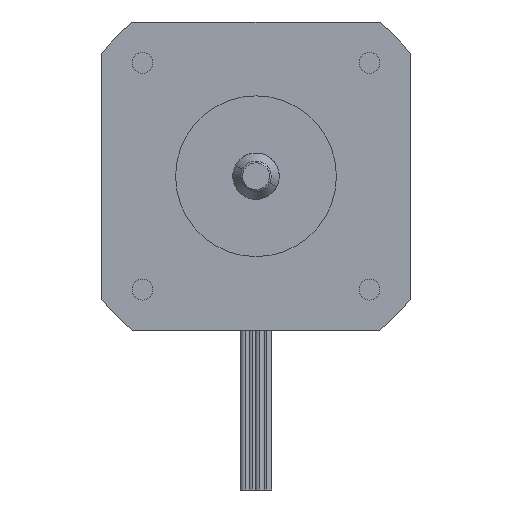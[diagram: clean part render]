
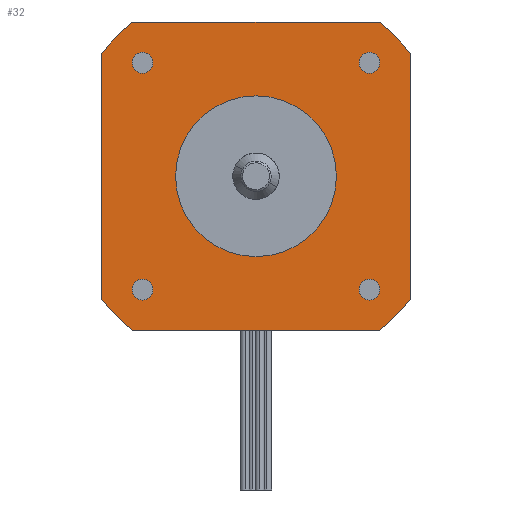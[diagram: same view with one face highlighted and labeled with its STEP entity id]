
A CAD part, front view. The second image highlights one B-rep face of the part: STEP entity #32.
In plain terms, the highlighted planar face has unit normal (0, -1, 0).
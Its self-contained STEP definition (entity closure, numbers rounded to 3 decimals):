
#18=FACE_BOUND('',#149,.T.);
#19=FACE_BOUND('',#150,.T.);
#20=FACE_BOUND('',#151,.T.);
#21=FACE_BOUND('',#152,.T.);
#22=FACE_BOUND('',#153,.T.);
#32=ADVANCED_FACE('',(#88,#18,#19,#20,#21,#22),#840,.T.);
#88=FACE_OUTER_BOUND('',#148,.T.);
#148=EDGE_LOOP('',(#237,#238,#239,#240,#241,#242,#243,#244));
#149=EDGE_LOOP('',(#245,#246));
#150=EDGE_LOOP('',(#247,#248));
#151=EDGE_LOOP('',(#249,#250));
#152=EDGE_LOOP('',(#251,#252));
#153=EDGE_LOOP('',(#253,#254));
#237=ORIENTED_EDGE('',*,*,#477,.F.);
#238=ORIENTED_EDGE('',*,*,#478,.T.);
#239=ORIENTED_EDGE('',*,*,#479,.F.);
#240=ORIENTED_EDGE('',*,*,#480,.T.);
#241=ORIENTED_EDGE('',*,*,#481,.F.);
#242=ORIENTED_EDGE('',*,*,#482,.T.);
#243=ORIENTED_EDGE('',*,*,#483,.F.);
#244=ORIENTED_EDGE('',*,*,#484,.T.);
#245=ORIENTED_EDGE('',*,*,#485,.F.);
#246=ORIENTED_EDGE('',*,*,#486,.F.);
#247=ORIENTED_EDGE('',*,*,#487,.F.);
#248=ORIENTED_EDGE('',*,*,#488,.F.);
#249=ORIENTED_EDGE('',*,*,#489,.F.);
#250=ORIENTED_EDGE('',*,*,#490,.F.);
#251=ORIENTED_EDGE('',*,*,#491,.F.);
#252=ORIENTED_EDGE('',*,*,#492,.F.);
#253=ORIENTED_EDGE('',*,*,#493,.F.);
#254=ORIENTED_EDGE('',*,*,#494,.F.);
#477=EDGE_CURVE('',#781,#782,#587,.T.);
#478=EDGE_CURVE('',#781,#783,#712,.T.);
#479=EDGE_CURVE('',#784,#783,#588,.T.);
#480=EDGE_CURVE('',#784,#785,#713,.T.);
#481=EDGE_CURVE('',#786,#785,#589,.T.);
#482=EDGE_CURVE('',#786,#787,#714,.T.);
#483=EDGE_CURVE('',#788,#787,#590,.T.);
#484=EDGE_CURVE('',#788,#782,#715,.T.);
#485=EDGE_CURVE('',#789,#790,#591,.T.);
#486=EDGE_CURVE('',#790,#789,#592,.T.);
#487=EDGE_CURVE('',#791,#792,#593,.T.);
#488=EDGE_CURVE('',#792,#791,#594,.T.);
#489=EDGE_CURVE('',#793,#794,#595,.T.);
#490=EDGE_CURVE('',#794,#793,#596,.T.);
#491=EDGE_CURVE('',#795,#796,#597,.T.);
#492=EDGE_CURVE('',#796,#795,#598,.T.);
#493=EDGE_CURVE('',#797,#798,#599,.T.);
#494=EDGE_CURVE('',#798,#797,#600,.T.);
#587=TRIMMED_CURVE($,#651,(#1540),(#1541),.T.,.CARTESIAN.);
#588=TRIMMED_CURVE($,#652,(#1545),(#1546),.T.,.CARTESIAN.);
#589=TRIMMED_CURVE($,#653,(#1550),(#1551),.T.,.CARTESIAN.);
#590=TRIMMED_CURVE($,#654,(#1555),(#1556),.T.,.CARTESIAN.);
#591=TRIMMED_CURVE($,#655,(#1560),(#1561),.T.,.CARTESIAN.);
#592=TRIMMED_CURVE($,#656,(#1563),(#1564),.T.,.CARTESIAN.);
#593=TRIMMED_CURVE($,#657,(#1566),(#1567),.T.,.CARTESIAN.);
#594=TRIMMED_CURVE($,#658,(#1569),(#1570),.T.,.CARTESIAN.);
#595=TRIMMED_CURVE($,#659,(#1572),(#1573),.T.,.CARTESIAN.);
#596=TRIMMED_CURVE($,#660,(#1575),(#1576),.T.,.CARTESIAN.);
#597=TRIMMED_CURVE($,#661,(#1578),(#1579),.T.,.CARTESIAN.);
#598=TRIMMED_CURVE($,#662,(#1581),(#1582),.T.,.CARTESIAN.);
#599=TRIMMED_CURVE($,#663,(#1584),(#1585),.T.,.CARTESIAN.);
#600=TRIMMED_CURVE($,#664,(#1587),(#1588),.T.,.CARTESIAN.);
#651=CIRCLE('',#1047,26.835);
#652=CIRCLE('',#1048,26.835);
#653=CIRCLE('',#1049,26.835);
#654=CIRCLE('',#1050,26.835);
#655=CIRCLE('',#1051,1.422);
#656=CIRCLE('',#1052,1.422);
#657=CIRCLE('',#1053,1.422);
#658=CIRCLE('',#1054,1.422);
#659=CIRCLE('',#1055,1.422);
#660=CIRCLE('',#1056,1.422);
#661=CIRCLE('',#1057,1.422);
#662=CIRCLE('',#1058,1.422);
#663=CIRCLE('',#1059,10.998);
#664=CIRCLE('',#1060,10.998);
#712=B_SPLINE_CURVE_WITH_KNOTS('',1,(#1542,#1543),.UNSPECIFIED.,.F.,.F.,
(2,2),(0.,33.677),.UNSPECIFIED.);
#713=B_SPLINE_CURVE_WITH_KNOTS('',1,(#1547,#1548),.UNSPECIFIED.,.F.,.F.,
(2,2),(0.,33.677),.UNSPECIFIED.);
#714=B_SPLINE_CURVE_WITH_KNOTS('',1,(#1552,#1553),.UNSPECIFIED.,.F.,.F.,
(2,2),(0.,33.677),.UNSPECIFIED.);
#715=B_SPLINE_CURVE_WITH_KNOTS('',1,(#1557,#1558),.UNSPECIFIED.,.F.,.F.,
(2,2),(0.,33.677),.UNSPECIFIED.);
#781=VERTEX_POINT('',#1413);
#782=VERTEX_POINT('',#1414);
#783=VERTEX_POINT('',#1415);
#784=VERTEX_POINT('',#1416);
#785=VERTEX_POINT('',#1417);
#786=VERTEX_POINT('',#1418);
#787=VERTEX_POINT('',#1419);
#788=VERTEX_POINT('',#1420);
#789=VERTEX_POINT('',#1421);
#790=VERTEX_POINT('',#1422);
#791=VERTEX_POINT('',#1423);
#792=VERTEX_POINT('',#1424);
#793=VERTEX_POINT('',#1425);
#794=VERTEX_POINT('',#1426);
#795=VERTEX_POINT('',#1427);
#796=VERTEX_POINT('',#1428);
#797=VERTEX_POINT('',#1429);
#798=VERTEX_POINT('',#1430);
#840=PLANE('',#986);
#986=AXIS2_PLACEMENT_3D('',#1304,#1103,$);
#1047=AXIS2_PLACEMENT_3D($,#1539,#1179,#1180);
#1048=AXIS2_PLACEMENT_3D($,#1544,#1181,#1182);
#1049=AXIS2_PLACEMENT_3D($,#1549,#1183,#1184);
#1050=AXIS2_PLACEMENT_3D($,#1554,#1185,#1186);
#1051=AXIS2_PLACEMENT_3D($,#1559,#1187,#1188);
#1052=AXIS2_PLACEMENT_3D($,#1562,#1189,#1190);
#1053=AXIS2_PLACEMENT_3D($,#1565,#1191,#1192);
#1054=AXIS2_PLACEMENT_3D($,#1568,#1193,#1194);
#1055=AXIS2_PLACEMENT_3D($,#1571,#1195,#1196);
#1056=AXIS2_PLACEMENT_3D($,#1574,#1197,#1198);
#1057=AXIS2_PLACEMENT_3D($,#1577,#1199,#1200);
#1058=AXIS2_PLACEMENT_3D($,#1580,#1201,#1202);
#1059=AXIS2_PLACEMENT_3D($,#1583,#1203,#1204);
#1060=AXIS2_PLACEMENT_3D($,#1586,#1205,#1206);
#1103=DIRECTION('',(0.,-1.,0.));
#1179=DIRECTION('',(0.,1.,0.));
#1180=DIRECTION('',(-0.623,0.,-0.782));
#1181=DIRECTION('',(0.,1.,0.));
#1182=DIRECTION('',(0.782,0.,-0.623));
#1183=DIRECTION('',(0.,1.,0.));
#1184=DIRECTION('',(0.623,0.,0.782));
#1185=DIRECTION('',(0.,1.,0.));
#1186=DIRECTION('',(-0.782,0.,0.623));
#1187=DIRECTION('',(0.,-1.,0.));
#1188=DIRECTION('',(-1.,0.,0.));
#1189=DIRECTION('',(0.,-1.,0.));
#1190=DIRECTION('',(1.,0.,0.));
#1191=DIRECTION('',(0.,-1.,0.));
#1192=DIRECTION('',(-1.,0.,0.));
#1193=DIRECTION('',(0.,-1.,0.));
#1194=DIRECTION('',(1.,0.,0.));
#1195=DIRECTION('',(0.,-1.,0.));
#1196=DIRECTION('',(-1.,0.,0.));
#1197=DIRECTION('',(0.,-1.,0.));
#1198=DIRECTION('',(1.,0.,0.));
#1199=DIRECTION('',(0.,-1.,0.));
#1200=DIRECTION('',(-1.,0.,0.));
#1201=DIRECTION('',(0.,-1.,0.));
#1202=DIRECTION('',(1.,0.,0.));
#1203=DIRECTION('',(0.,-1.,0.));
#1204=DIRECTION('',(-1.,0.,0.));
#1205=DIRECTION('',(0.,-1.,0.));
#1206=DIRECTION('',(1.,0.,0.));
#1304=CARTESIAN_POINT('',(-21.1,0.,-21.1));
#1413=CARTESIAN_POINT('',(-16.839,0.,-21.1));
#1414=CARTESIAN_POINT('',(-21.1,0.,-16.839));
#1415=CARTESIAN_POINT('',(16.839,0.,-21.1));
#1416=CARTESIAN_POINT('',(21.1,0.,-16.839));
#1417=CARTESIAN_POINT('',(21.1,0.,16.839));
#1418=CARTESIAN_POINT('',(16.839,0.,21.1));
#1419=CARTESIAN_POINT('',(-16.839,0.,21.1));
#1420=CARTESIAN_POINT('',(-21.1,0.,16.839));
#1421=CARTESIAN_POINT('',(-16.942,0.,-15.52));
#1422=CARTESIAN_POINT('',(-14.098,0.,-15.52));
#1423=CARTESIAN_POINT('',(14.098,0.,-15.52));
#1424=CARTESIAN_POINT('',(16.942,0.,-15.52));
#1425=CARTESIAN_POINT('',(14.098,0.,15.52));
#1426=CARTESIAN_POINT('',(16.942,0.,15.52));
#1427=CARTESIAN_POINT('',(-16.942,0.,15.52));
#1428=CARTESIAN_POINT('',(-14.098,0.,15.52));
#1429=CARTESIAN_POINT('',(-10.998,0.,0.));
#1430=CARTESIAN_POINT('',(10.998,0.,0.));
#1539=CARTESIAN_POINT('',(-0.114,0.,-0.114));
#1540=CARTESIAN_POINT('',(-16.839,0.,-21.1));
#1541=CARTESIAN_POINT('',(-21.1,0.,-16.839));
#1542=CARTESIAN_POINT('',(-16.839,0.,-21.1));
#1543=CARTESIAN_POINT('',(16.839,0.,-21.1));
#1544=CARTESIAN_POINT('',(0.114,0.,-0.114));
#1545=CARTESIAN_POINT('',(21.1,0.,-16.839));
#1546=CARTESIAN_POINT('',(16.839,0.,-21.1));
#1547=CARTESIAN_POINT('',(21.1,0.,-16.839));
#1548=CARTESIAN_POINT('',(21.1,0.,16.839));
#1549=CARTESIAN_POINT('',(0.114,0.,0.114));
#1550=CARTESIAN_POINT('',(16.839,0.,21.1));
#1551=CARTESIAN_POINT('',(21.1,0.,16.839));
#1552=CARTESIAN_POINT('',(16.839,0.,21.1));
#1553=CARTESIAN_POINT('',(-16.839,0.,21.1));
#1554=CARTESIAN_POINT('',(-0.114,0.,0.114));
#1555=CARTESIAN_POINT('',(-21.1,0.,16.839));
#1556=CARTESIAN_POINT('',(-16.839,0.,21.1));
#1557=CARTESIAN_POINT('',(-21.1,0.,16.839));
#1558=CARTESIAN_POINT('',(-21.1,0.,-16.839));
#1559=CARTESIAN_POINT('',(-15.52,0.,-15.52));
#1560=CARTESIAN_POINT('',(-16.942,0.,-15.52));
#1561=CARTESIAN_POINT('',(-14.098,0.,-15.52));
#1562=CARTESIAN_POINT('',(-15.52,0.,-15.52));
#1563=CARTESIAN_POINT('',(-14.098,0.,-15.52));
#1564=CARTESIAN_POINT('',(-16.942,0.,-15.52));
#1565=CARTESIAN_POINT('',(15.52,0.,-15.52));
#1566=CARTESIAN_POINT('',(14.098,0.,-15.52));
#1567=CARTESIAN_POINT('',(16.942,0.,-15.52));
#1568=CARTESIAN_POINT('',(15.52,0.,-15.52));
#1569=CARTESIAN_POINT('',(16.942,0.,-15.52));
#1570=CARTESIAN_POINT('',(14.098,0.,-15.52));
#1571=CARTESIAN_POINT('',(15.52,0.,15.52));
#1572=CARTESIAN_POINT('',(14.098,0.,15.52));
#1573=CARTESIAN_POINT('',(16.942,0.,15.52));
#1574=CARTESIAN_POINT('',(15.52,0.,15.52));
#1575=CARTESIAN_POINT('',(16.942,0.,15.52));
#1576=CARTESIAN_POINT('',(14.098,0.,15.52));
#1577=CARTESIAN_POINT('',(-15.52,0.,15.52));
#1578=CARTESIAN_POINT('',(-16.942,0.,15.52));
#1579=CARTESIAN_POINT('',(-14.098,0.,15.52));
#1580=CARTESIAN_POINT('',(-15.52,0.,15.52));
#1581=CARTESIAN_POINT('',(-14.098,0.,15.52));
#1582=CARTESIAN_POINT('',(-16.942,0.,15.52));
#1583=CARTESIAN_POINT('',(0.,0.,0.));
#1584=CARTESIAN_POINT('',(-10.998,0.,0.));
#1585=CARTESIAN_POINT('',(10.998,0.,0.));
#1586=CARTESIAN_POINT('',(0.,0.,0.));
#1587=CARTESIAN_POINT('',(10.998,0.,0.));
#1588=CARTESIAN_POINT('',(-10.998,0.,0.));
